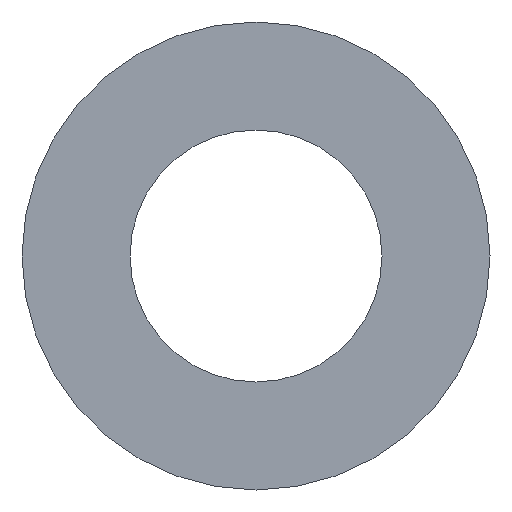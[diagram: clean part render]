
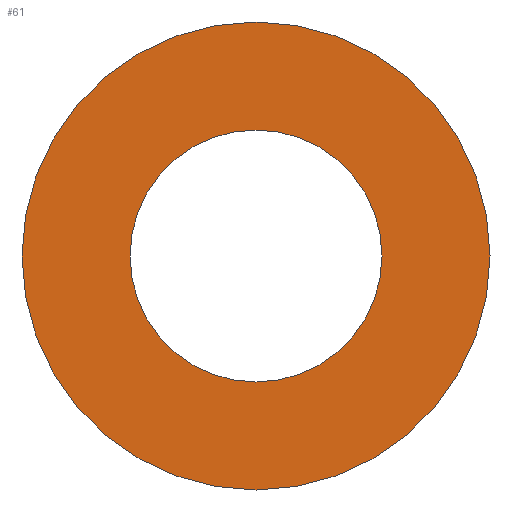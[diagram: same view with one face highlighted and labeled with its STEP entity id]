
A CAD part, front view. The second image highlights one B-rep face of the part: STEP entity #61.
In plain terms, the highlighted planar face has unit normal (0, -1, 0).
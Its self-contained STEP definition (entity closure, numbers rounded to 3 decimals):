
#21=FACE_BOUND('',#28,.T.);
#23=FACE_OUTER_BOUND('',#27,.T.);
#27=EDGE_LOOP('',(#47));
#28=EDGE_LOOP('',(#48));
#33=CIRCLE('',#80,6.5);
#34=CIRCLE('',#81,3.5);
#37=VERTEX_POINT('',#109);
#38=VERTEX_POINT('',#111);
#41=EDGE_CURVE('',#37,#37,#33,.T.);
#42=EDGE_CURVE('',#38,#38,#34,.T.);
#47=ORIENTED_EDGE('',*,*,#41,.F.);
#48=ORIENTED_EDGE('',*,*,#42,.F.);
#59=PLANE('',#79);
#61=ADVANCED_FACE('',(#23,#21),#59,.F.);
#79=AXIS2_PLACEMENT_3D('',#108,#89,#90);
#80=AXIS2_PLACEMENT_3D('',#110,#91,#92);
#81=AXIS2_PLACEMENT_3D('',#112,#93,#94);
#89=DIRECTION('center_axis',(0.,1.,0.));
#90=DIRECTION('ref_axis',(1.,0.,0.));
#91=DIRECTION('center_axis',(0.,1.,0.));
#92=DIRECTION('ref_axis',(1.,0.,0.));
#93=DIRECTION('center_axis',(0.,-1.,0.));
#94=DIRECTION('ref_axis',(1.,0.,0.));
#108=CARTESIAN_POINT('Origin',(0.,0.,0.));
#109=CARTESIAN_POINT('',(-6.5,0.,0.));
#110=CARTESIAN_POINT('Origin',(0.,0.,0.));
#111=CARTESIAN_POINT('',(-3.5,0.,0.));
#112=CARTESIAN_POINT('Origin',(0.,0.,0.));
